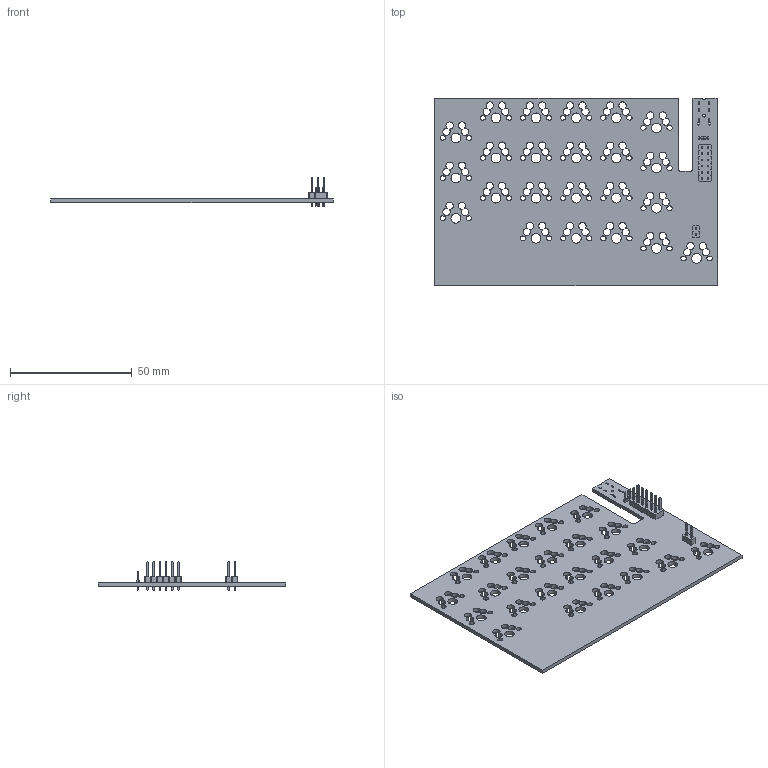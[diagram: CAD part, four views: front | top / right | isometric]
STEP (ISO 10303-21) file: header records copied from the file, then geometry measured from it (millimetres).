
FILE_DESCRIPTION(('KiCad electronic assembly'),'2;1');
FILE_NAME('sss.step','2024-06-25T00:22:03',('Pcbnew'),('Kicad'), 'Open CASCADE STEP processor 7.7','KiCad to STEP converter','Unknown' );
FILE_SCHEMA(('AUTOMOTIVE_DESIGN { 1 0 10303 214 1 1 1 1 }'));
Length unit declared in the file: millimetre
Products named in the file (8): sss 1; PinHeader_2x06_P2.54mm_Vertical; PinHeader_2x06_P254mm_Vertical; PinHeader_1x01_P1.00mm_Vertical; PinHeader_1x01_P100mm_Vertical; PinHeader_1x02_P2.54mm_Vertical; PinHeader_1x02_P254mm_Vertical; _autosave-sss PCB
Assembly tree (9 placements, depth 3):
  sss 1
    PinHeader_2x06_P2.54mm_Vertical
      PinHeader_2x06_P254mm_Vertical
    PinHeader_1x01_P1.00mm_Vertical  x3
      PinHeader_1x01_P100mm_Vertical
    PinHeader_1x02_P2.54mm_Vertical
      PinHeader_1x02_P254mm_Vertical
    _autosave-sss PCB
Bounding box: 116 x 77 x 11.54 mm (x, y, z)
Volume: 12512.9 mm3; surface area: 18992.1 mm2
Topology: 6 solids, 6 shells, 944 faces, 2558 edges, 1660 vertices
Faces by surface type: plane 579, cylinder 365
Full cylindrical faces by diameter (mm): 0.5 x3, 1 x14, 1.2 x1, 4 x23
Entity records: 64262 total; most frequent: CARTESIAN_POINT 14838, DIRECTION 8396, LINE 5140, VECTOR 5140, ORIENTED_EDGE 4860, PCURVE 4860, DEFINITIONAL_REPRESENTATION 4860, EDGE_CURVE 2430
